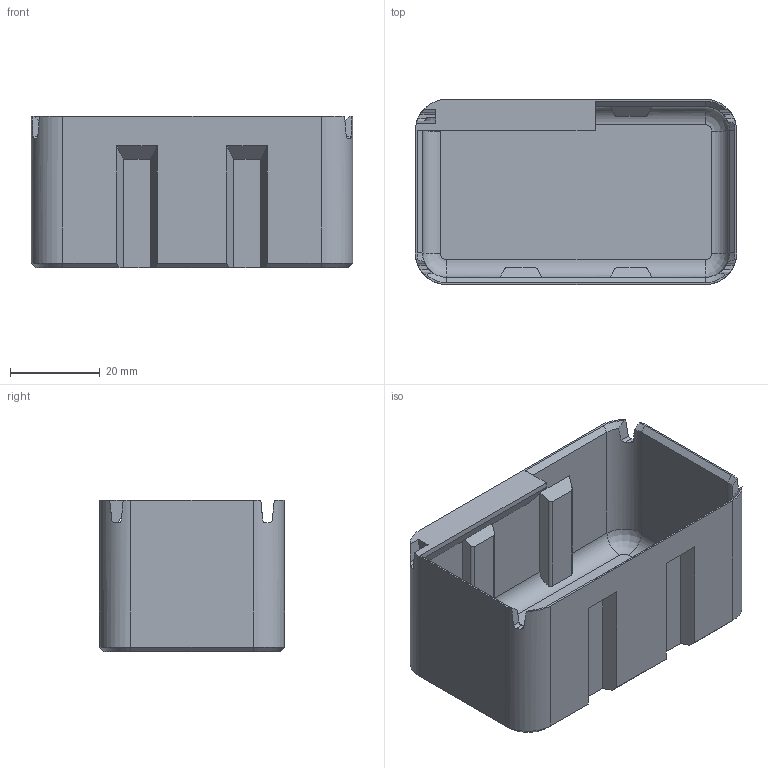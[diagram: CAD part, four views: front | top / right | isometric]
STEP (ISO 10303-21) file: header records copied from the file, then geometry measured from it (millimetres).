
FILE_DESCRIPTION(('Open CASCADE Model'),'2;1');
FILE_NAME('Someline-36-U3','0000-00-00T00:00:00',('Author'),( 'Open CASCADE'),'Open CASCADE STEP processor 7.8','build123d', 'Unknown');
FILE_SCHEMA(('AUTOMOTIVE_DESIGN { 1 0 10303 214 1 1 1 1 }'));
Length unit declared in the file: millimetre
Products named in the file (1): Someline-36-U3
Bounding box: 71.5 x 41.2 x 33.7 mm (x, y, z)
Volume: 14416.7 mm3; surface area: 19899.6 mm2
Topology: 1 solids, 1 shells, 120 faces, 336 edges, 216 vertices
Faces by surface type: plane 78, cylinder 28, cone 10, revolution 4
Entity records: 9395 total; most frequent: CARTESIAN_POINT 3051, DIRECTION 1084, ORIENTED_EDGE 672, PCURVE 672, DEFINITIONAL_REPRESENTATION 672, LINE 626, VECTOR 626, EDGE_CURVE 336
